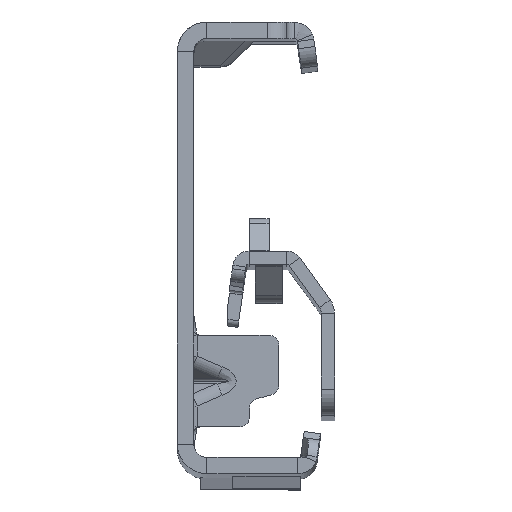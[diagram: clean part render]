
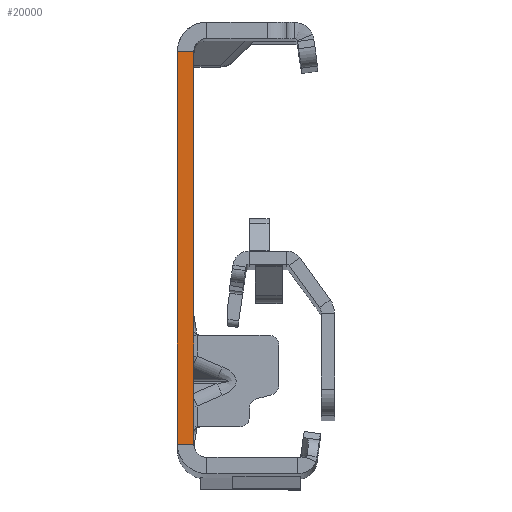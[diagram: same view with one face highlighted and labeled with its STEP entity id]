
A CAD part, top view. The second image highlights one B-rep face of the part: STEP entity #20000.
In plain terms, the highlighted planar face has unit normal (0, 0, 1).
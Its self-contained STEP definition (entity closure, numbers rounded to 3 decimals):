
#538 = ORIENTED_EDGE ( 'NONE', *, *, #17118, .F. ) ;
#1612 = EDGE_CURVE ( 'NONE', #44262, #26008, #43464, .T. ) ;
#2125 = CARTESIAN_POINT ( 'NONE',  ( 0., -30., 0. ) ) ;
#4504 = ORIENTED_EDGE ( 'NONE', *, *, #22628, .F. ) ;
#5730 = CARTESIAN_POINT ( 'NONE',  ( 0., -32., 0. ) ) ;
#6508 = DIRECTION ( 'NONE',  ( 0., 0., 1. ) ) ;
#9671 = VECTOR ( 'NONE', #34889, 1000. ) ;
#9965 = PLANE ( 'NONE',  #17770 ) ;
#12965 = CARTESIAN_POINT ( 'NONE',  ( -2.5, 30., 0. ) ) ;
#13935 = FACE_OUTER_BOUND ( 'NONE', #40803, .T. ) ;
#15992 = ORIENTED_EDGE ( 'NONE', *, *, #1612, .T. ) ;
#16042 = CARTESIAN_POINT ( 'NONE',  ( -2.5, -32., 0. ) ) ;
#17118 = EDGE_CURVE ( 'NONE', #44262, #39050, #17598, .T. ) ;
#17160 = CARTESIAN_POINT ( 'NONE',  ( -2.5, -32., 0. ) ) ;
#17598 = LINE ( 'NONE', #5730, #42485 ) ;
#17770 = AXIS2_PLACEMENT_3D ( 'NONE', #17160, #6508, #28842 ) ;
#20000 = ADVANCED_FACE ( 'NONE', ( #13935 ), #9965, .T. ) ;
#22628 = EDGE_CURVE ( 'NONE', #39050, #24361, #35881, .T. ) ;
#22960 = LINE ( 'NONE', #16042, #9671 ) ;
#23761 = CARTESIAN_POINT ( 'NONE',  ( 0., 30., 0. ) ) ;
#24361 = VERTEX_POINT ( 'NONE', #28386 ) ;
#24860 = DIRECTION ( 'NONE',  ( -1., 0., 0. ) ) ;
#25191 = DIRECTION ( 'NONE',  ( -1., 0., 0. ) ) ;
#26008 = VERTEX_POINT ( 'NONE', #12965 ) ;
#27784 = CARTESIAN_POINT ( 'NONE',  ( 0., -30., 0. ) ) ;
#28386 = CARTESIAN_POINT ( 'NONE',  ( -2.5, -30., 0. ) ) ;
#28842 = DIRECTION ( 'NONE',  ( 1., 0., 0. ) ) ;
#30301 = ORIENTED_EDGE ( 'NONE', *, *, #44644, .T. ) ;
#32050 = CARTESIAN_POINT ( 'NONE',  ( 0., 30., 0. ) ) ;
#34889 = DIRECTION ( 'NONE',  ( 0., -1., 0. ) ) ;
#35881 = LINE ( 'NONE', #2125, #43653 ) ;
#39050 = VERTEX_POINT ( 'NONE', #27784 ) ;
#40803 = EDGE_LOOP ( 'NONE', ( #538, #15992, #30301, #4504 ) ) ;
#42485 = VECTOR ( 'NONE', #43187, 1000. ) ;
#43187 = DIRECTION ( 'NONE',  ( 0., -1., 0. ) ) ;
#43397 = VECTOR ( 'NONE', #24860, 1000. ) ;
#43464 = LINE ( 'NONE', #32050, #43397 ) ;
#43653 = VECTOR ( 'NONE', #25191, 1000. ) ;
#44262 = VERTEX_POINT ( 'NONE', #23761 ) ;
#44644 = EDGE_CURVE ( 'NONE', #26008, #24361, #22960, .T. ) ;
